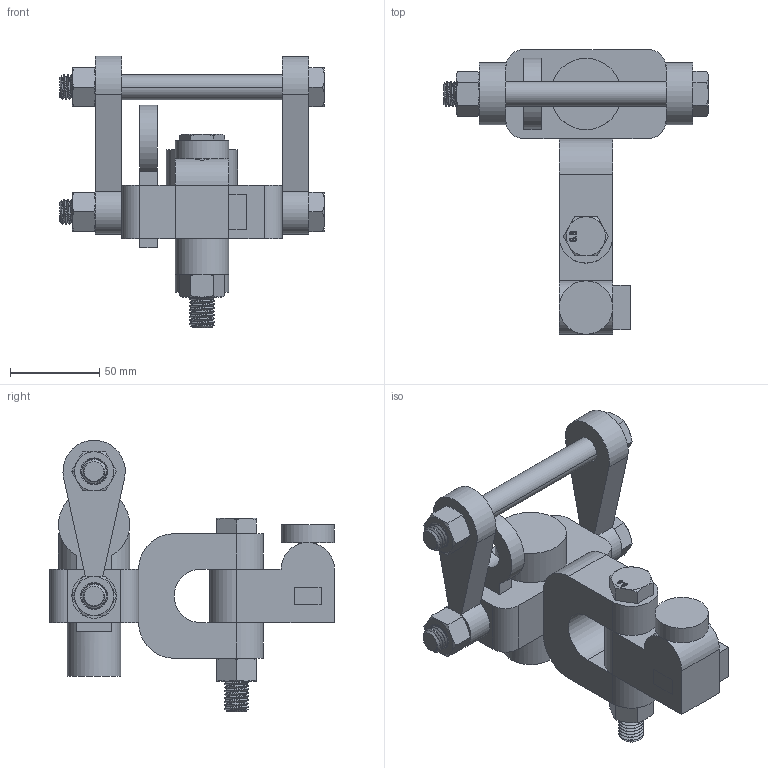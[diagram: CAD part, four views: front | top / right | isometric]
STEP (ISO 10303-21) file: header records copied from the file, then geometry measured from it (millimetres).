
FILE_DESCRIPTION(('FreeCAD Model'),'2;1');
FILE_NAME('Open CASCADE Shape Model','2024-11-07T17:06:09',(''),(''), 'Open CASCADE STEP processor 7.8','FreeCAD','Unknown');
FILE_SCHEMA(('AUTOMOTIVE_DESIGN { 1 0 10303 214 1 1 1 1 }'));
Length unit declared in the file: millimetre
Products named in the file (11): Assembly; _D_Part; Body; M14x140; M14x100; Tuerca_M14
Assembly tree (14 placements, depth 2):
  Assembly
    _D_Part
    Body  x2
    Body
    Body
    Body
    Body
    Body
    M14x140  x2
    M14x100
    Tuerca_M14  x3
Bounding box: 148.8 x 160 x 152.44 mm (x, y, z)
Volume: 477155.3 mm3; surface area: 124253.3 mm2
Topology: 14 solids, 14 shells, 558 faces, 1373 edges, 869 vertices
Faces by surface type: bspline 171, cylinder 160, plane 140, cone 87
Full cylindrical faces by diameter (mm): 10 x4, 11.835 x15, 15 x12, 20 x1, 30 x3, 40 x1
Entity records: 23843 total; most frequent: CARTESIAN_POINT 16347, ORIENTED_EDGE 1720, DIRECTION 1147, EDGE_CURVE 860, VERTEX_POINT 556, AXIS2_PLACEMENT_3D 402, FACE_BOUND 396, EDGE_LOOP 396
